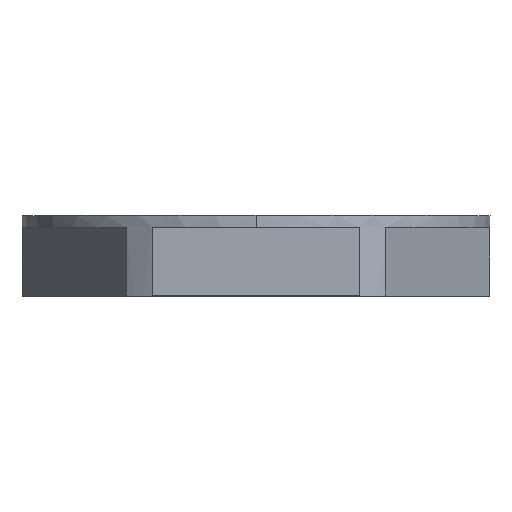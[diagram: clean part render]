
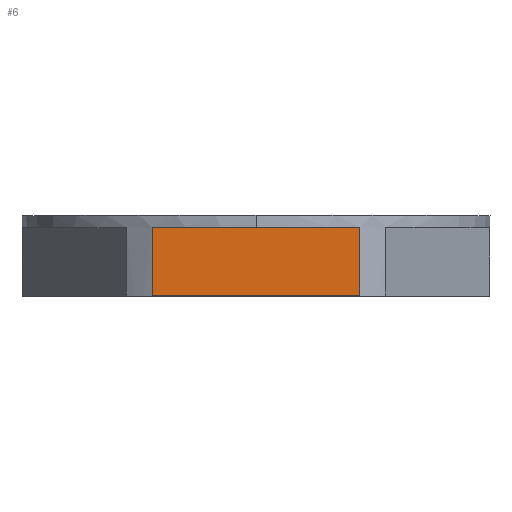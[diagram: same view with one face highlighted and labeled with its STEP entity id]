
A CAD part, top view. The second image highlights one B-rep face of the part: STEP entity #6.
In plain terms, the highlighted planar face has unit normal (0, 0, 1).
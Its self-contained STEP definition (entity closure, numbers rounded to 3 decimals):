
#6 = ADVANCED_FACE ( 'NONE', ( #1011 ), #997, .F. ) ;
#34 = EDGE_CURVE ( 'NONE', #766, #775, #1457, .T. ) ;
#56 = EDGE_CURVE ( 'NONE', #775, #765, #1791, .T. ) ;
#72 = EDGE_CURVE ( 'NONE', #765, #750, #1866, .T. ) ;
#79 = EDGE_CURVE ( 'NONE', #750, #766, #1860, .T. ) ;
#750 = VERTEX_POINT ( 'NONE', #2125 ) ;
#765 = VERTEX_POINT ( 'NONE', #2217 ) ;
#766 = VERTEX_POINT ( 'NONE', #2206 ) ;
#775 = VERTEX_POINT ( 'NONE', #2213 ) ;
#800 = ORIENTED_EDGE ( 'NONE', *, *, #34, .F. ) ;
#833 = ORIENTED_EDGE ( 'NONE', *, *, #79, .F. ) ;
#902 = ORIENTED_EDGE ( 'NONE', *, *, #56, .F. ) ;
#906 = ORIENTED_EDGE ( 'NONE', *, *, #72, .F. ) ;
#980 = EDGE_LOOP ( 'NONE', ( #833, #906, #902, #800 ) ) ;
#996 = CARTESIAN_POINT ( 'NONE',  ( 5.68, -15.95, 13. ) ) ;
#997 = PLANE ( 'NONE',  #1297 ) ;
#998 = DIRECTION ( 'NONE',  ( 0., 0., -1. ) ) ;
#1011 = FACE_OUTER_BOUND ( 'NONE', #980, .T. ) ;
#1025 = DIRECTION ( 'NONE',  ( -1., 0., 0. ) ) ;
#1297 = AXIS2_PLACEMENT_3D ( 'NONE', #996, #998, #1025 ) ;
#1312 = VECTOR ( 'NONE', #1768, 1000. ) ;
#1325 = VECTOR ( 'NONE', #1852, 1000. ) ;
#1348 = VECTOR ( 'NONE', #1678, 1000. ) ;
#1357 = VECTOR ( 'NONE', #1876, 1000. ) ;
#1457 = LINE ( 'NONE', #1687, #1348 ) ;
#1678 = DIRECTION ( 'NONE',  ( 0., -1., 0. ) ) ;
#1687 = CARTESIAN_POINT ( 'NONE',  ( 6.423, -5.95, 13. ) ) ;
#1768 = DIRECTION ( 'NONE',  ( -1., 0., 0. ) ) ;
#1788 = CARTESIAN_POINT ( 'NONE',  ( 0., -15.95, 13. ) ) ;
#1791 = LINE ( 'NONE', #1788, #1312 ) ;
#1852 = DIRECTION ( 'NONE',  ( 0., 1., 0. ) ) ;
#1860 = LINE ( 'NONE', #1893, #1357 ) ;
#1866 = LINE ( 'NONE', #1885, #1325 ) ;
#1876 = DIRECTION ( 'NONE',  ( 1., 0., 0. ) ) ;
#1885 = CARTESIAN_POINT ( 'NONE',  ( -6.423, -5.95, 13. ) ) ;
#1893 = CARTESIAN_POINT ( 'NONE',  ( 5.68, -11.7, 13. ) ) ;
#2125 = CARTESIAN_POINT ( 'NONE',  ( -6.423, -11.7, 13. ) ) ;
#2206 = CARTESIAN_POINT ( 'NONE',  ( 6.423, -11.7, 13. ) ) ;
#2213 = CARTESIAN_POINT ( 'NONE',  ( 6.423, -15.95, 13. ) ) ;
#2217 = CARTESIAN_POINT ( 'NONE',  ( -6.423, -15.95, 13. ) ) ;
